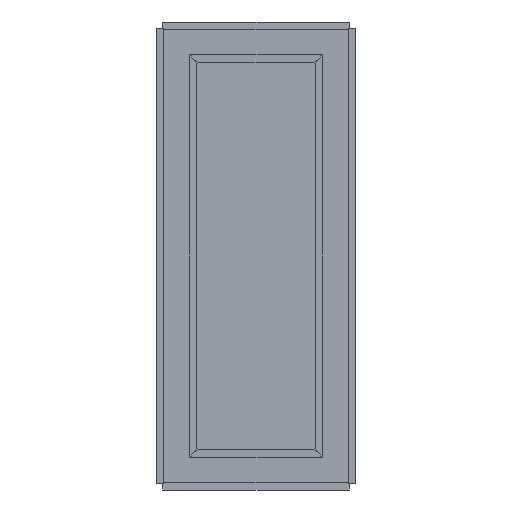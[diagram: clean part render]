
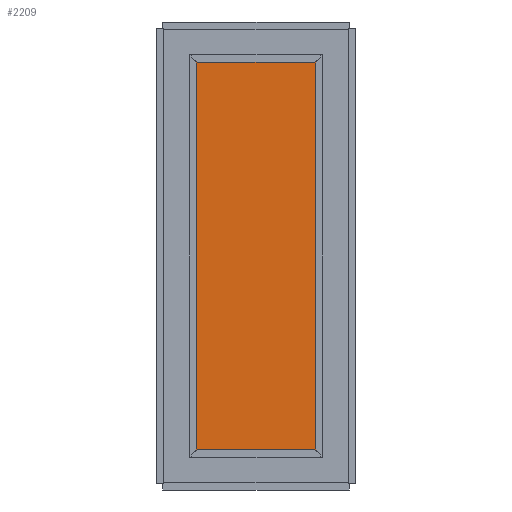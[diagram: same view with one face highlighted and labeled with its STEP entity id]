
A CAD part, front view. The second image highlights one B-rep face of the part: STEP entity #2209.
In plain terms, the highlighted planar face has unit normal (0, -1, 0).
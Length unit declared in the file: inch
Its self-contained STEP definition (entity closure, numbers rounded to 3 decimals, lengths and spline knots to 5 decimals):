
#278 = ORIENTED_EDGE ( 'NONE', *, *, #6352, .F. ) ;
#528 = CARTESIAN_POINT ( 'NONE',  ( 3.1875, 0.325, -8.9375 ) ) ;
#683 = FACE_OUTER_BOUND ( 'NONE', #13925, .T. ) ;
#1267 = EDGE_CURVE ( 'NONE', #2228, #3342, #14028, .T. ) ;
#1917 = DIRECTION ( 'NONE',  ( 0., 0., -1. ) ) ;
#2209 = ADVANCED_FACE ( 'NONE', ( #683 ), #12399, .F. ) ;
#2228 = VERTEX_POINT ( 'NONE', #7571 ) ;
#2329 = VECTOR ( 'NONE', #9749, 39.37008 ) ;
#2333 = AXIS2_PLACEMENT_3D ( 'NONE', #528, #5193, #1917 ) ;
#3342 = VERTEX_POINT ( 'NONE', #7586 ) ;
#3720 = EDGE_CURVE ( 'NONE', #3342, #10572, #5180, .T. ) ;
#4868 = VERTEX_POINT ( 'NONE', #10808 ) ;
#5180 = LINE ( 'NONE', #6496, #5425 ) ;
#5193 = DIRECTION ( 'NONE',  ( 0., 1., 0. ) ) ;
#5425 = VECTOR ( 'NONE', #13321, 39.37008 ) ;
#6352 = EDGE_CURVE ( 'NONE', #4868, #2228, #10761, .T. ) ;
#6496 = CARTESIAN_POINT ( 'NONE',  ( 3.1875, 0.325, 8.9375 ) ) ;
#6760 = DIRECTION ( 'NONE',  ( -1., 0., 0. ) ) ;
#7571 = CARTESIAN_POINT ( 'NONE',  ( -3.1875, 0.325, 8.9375 ) ) ;
#7586 = CARTESIAN_POINT ( 'NONE',  ( 3.1875, 0.325, 8.9375 ) ) ;
#7603 = EDGE_CURVE ( 'NONE', #10572, #4868, #7753, .T. ) ;
#7753 = LINE ( 'NONE', #8972, #13617 ) ;
#8120 = ORIENTED_EDGE ( 'NONE', *, *, #1267, .F. ) ;
#8972 = CARTESIAN_POINT ( 'NONE',  ( 3.1875, 0.325, -8.9375 ) ) ;
#9749 = DIRECTION ( 'NONE',  ( 0., 0., 1. ) ) ;
#10150 = ORIENTED_EDGE ( 'NONE', *, *, #3720, .F. ) ;
#10496 = DIRECTION ( 'NONE',  ( 1., 0., 0. ) ) ;
#10572 = VERTEX_POINT ( 'NONE', #14699 ) ;
#10761 = LINE ( 'NONE', #13212, #2329 ) ;
#10808 = CARTESIAN_POINT ( 'NONE',  ( -3.1875, 0.325, -8.9375 ) ) ;
#10876 = VECTOR ( 'NONE', #10496, 39.37008 ) ;
#11956 = CARTESIAN_POINT ( 'NONE',  ( -3.1875, 0.325, 8.9375 ) ) ;
#12399 = PLANE ( 'NONE',  #2333 ) ;
#13212 = CARTESIAN_POINT ( 'NONE',  ( -3.1875, 0.325, -8.9375 ) ) ;
#13321 = DIRECTION ( 'NONE',  ( 0., 0., -1. ) ) ;
#13617 = VECTOR ( 'NONE', #6760, 39.37008 ) ;
#13925 = EDGE_LOOP ( 'NONE', ( #8120, #278, #14974, #10150 ) ) ;
#14028 = LINE ( 'NONE', #11956, #10876 ) ;
#14699 = CARTESIAN_POINT ( 'NONE',  ( 3.1875, 0.325, -8.9375 ) ) ;
#14974 = ORIENTED_EDGE ( 'NONE', *, *, #7603, .F. ) ;
